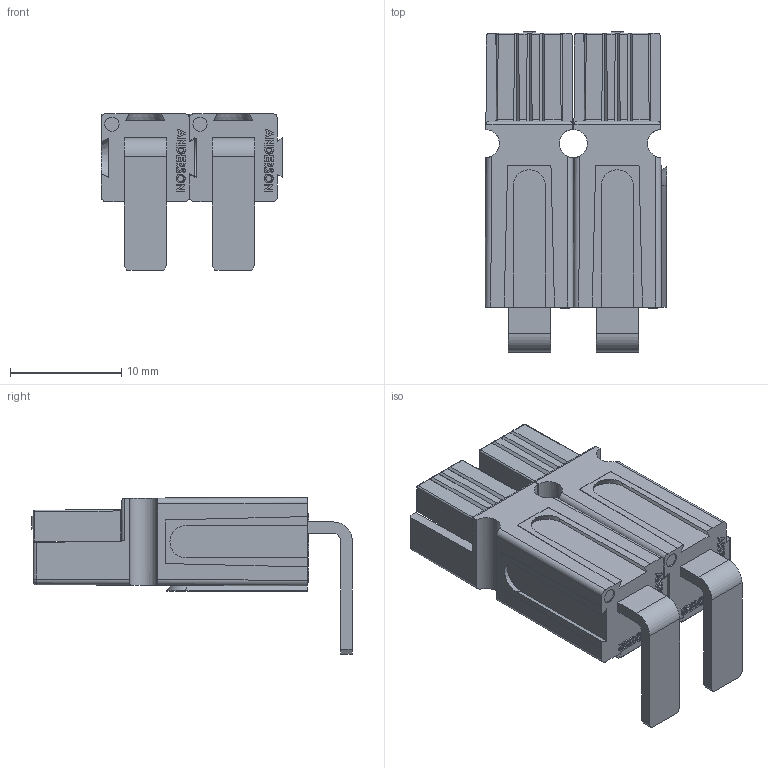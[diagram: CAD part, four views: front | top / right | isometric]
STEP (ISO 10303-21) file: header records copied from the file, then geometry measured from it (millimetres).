
FILE_DESCRIPTION(('FreeCAD Model'),'2;1');
FILE_NAME('Anderson_right_angle_x2_v004_cp.step','2020-03-08T10:54:56',( 'kicad StepUp'),('ksu MCAD'),'Open CASCADE STEP processor 7.3', 'FreeCAD','Unknown');
FILE_SCHEMA(('AUTOMOTIVE_DESIGN { 1 0 10303 214 1 1 1 1 }'));
Length unit declared in the file: millimetre
Products named in the file (1): Anderson_right_angle_x2_v004_cp
Bounding box: 16.31 x 28.75 x 14.07 mm (x, y, z)
Volume: 2525.2 mm3; surface area: 2527.2 mm2
Topology: 2 solids, 2 shells, 676 faces, 1834 edges, 1204 vertices
Faces by surface type: plane 460, bspline 114, cylinder 86, cone 8, torus 4, sphere 4
Full cylindrical faces by diameter (mm): 1.27 x2
Entity records: 32069 total; most frequent: CARTESIAN_POINT 10937, ORIENTED_EDGE 3652, DIRECTION 2922, EDGE_CURVE 1826, LINE 1392, VECTOR 1392, VERTEX_POINT 1204, AXIS2_PLACEMENT_3D 765
